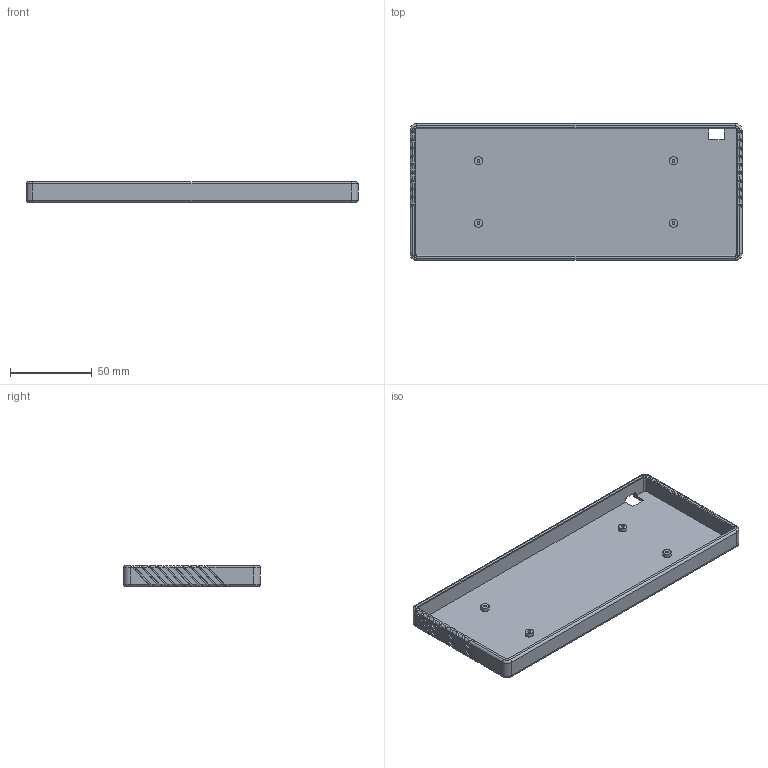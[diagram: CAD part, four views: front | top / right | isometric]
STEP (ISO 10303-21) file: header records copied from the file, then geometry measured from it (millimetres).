
FILE_DESCRIPTION(/* description */ (''),/* implementation_level */ '2;1');
FILE_NAME(/* name */ 'Caution35 Case.step',/* time_stamp */ '2024-05-30T18:21:56-07:00',/* author */ (''),/* organization */ (''),/* preprocessor_version */ 'ST-DEVELOPER v20',/* originating_system */ 'Autodesk Translation Framework v13.14.0.145',/* authorisation */ '');
FILE_SCHEMA (('AUTOMOTIVE_DESIGN { 1 0 10303 214 3 1 1 }'));
Length unit declared in the file: millimetre
Products named in the file (1): QAZ KS-33 Case
Bounding box: 202.66 x 83.6 x 12.8 mm (x, y, z)
Volume: 48865.3 mm3; surface area: 47026.3 mm2
Topology: 1 solids, 1 shells, 253 faces, 707 edges, 462 vertices
Faces by surface type: plane 170, cylinder 71, torus 8, cone 4
Full cylindrical faces by diameter (mm): 1.8 x4, 5 x4
Entity records: 8169 total; most frequent: CARTESIAN_POINT 1441, ORIENTED_EDGE 1414, DIRECTION 1407, EDGE_CURVE 707, LINE 511, VECTOR 511, VERTEX_POINT 462, AXIS2_PLACEMENT_3D 448
